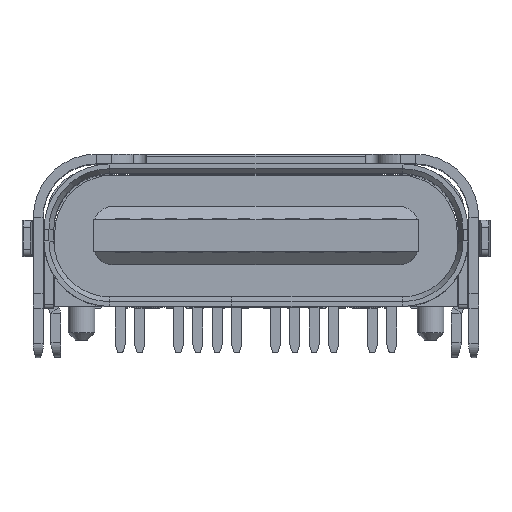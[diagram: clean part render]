
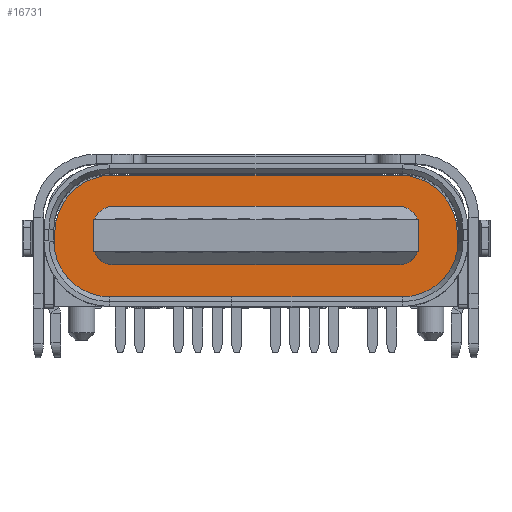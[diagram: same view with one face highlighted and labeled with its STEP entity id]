
A CAD part, top view. The second image highlights one B-rep face of the part: STEP entity #16731.
In plain terms, the highlighted planar face has unit normal (0, 0, 1).
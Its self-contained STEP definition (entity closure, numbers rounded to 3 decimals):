
#71=FACE_BOUND('',#1734,.T.);
#183=PLANE('',#17724);
#790=FACE_OUTER_BOUND('',#1733,.T.);
#1733=EDGE_LOOP('',(#11543,#11544,#11545,#11546,#11547,#11548,#11549,#11550,
#11551,#11552,#11553,#11554,#11555,#11556,#11557,#11558,#11559));
#1734=EDGE_LOOP('',(#11560,#11561,#11562,#11563,#11564,#11565,#11566,#11567,
#11568,#11569));
#2883=LINE('',#24858,#4756);
#2886=LINE('',#24864,#4759);
#2887=LINE('',#24868,#4760);
#2888=LINE('',#24872,#4761);
#2889=LINE('',#24874,#4762);
#2890=LINE('',#24876,#4763);
#2891=LINE('',#24878,#4764);
#2892=LINE('',#24880,#4765);
#2893=LINE('',#24882,#4766);
#2894=LINE('',#24884,#4767);
#2895=LINE('',#24886,#4768);
#2896=LINE('',#24888,#4769);
#2897=LINE('',#24890,#4770);
#2898=LINE('',#24894,#4771);
#2899=LINE('',#24899,#4772);
#2900=LINE('',#24905,#4773);
#2901=LINE('',#24911,#4774);
#4756=VECTOR('',#19606,5.9);
#4759=VECTOR('',#19611,5.9);
#4760=VECTOR('',#19614,0.384);
#4761=VECTOR('',#19617,1.379);
#4762=VECTOR('',#19618,0.18);
#4763=VECTOR('',#19619,0.278);
#4764=VECTOR('',#19620,0.18);
#4765=VECTOR('',#19621,1.863);
#4766=VECTOR('',#19622,0.863);
#4767=VECTOR('',#19623,0.18);
#4768=VECTOR('',#19624,0.278);
#4769=VECTOR('',#19625,0.18);
#4770=VECTOR('',#19626,1.379);
#4771=VECTOR('',#19629,0.384);
#4772=VECTOR('',#19634,0.4);
#4773=VECTOR('',#19639,5.98);
#4774=VECTOR('',#19644,0.4);
#6453=CIRCLE('',#17725,1.2);
#6454=CIRCLE('',#17726,1.15);
#6455=CIRCLE('',#17727,1.15);
#6456=CIRCLE('',#17728,1.2);
#6457=CIRCLE('',#17729,0.4);
#6458=CIRCLE('',#17730,0.4);
#6459=CIRCLE('',#17731,0.15);
#6460=CIRCLE('',#17732,0.15);
#6461=CIRCLE('',#17733,0.4);
#6462=CIRCLE('',#17734,0.4);
#7268=VERTEX_POINT('',#24856);
#7269=VERTEX_POINT('',#24857);
#7270=VERTEX_POINT('',#24862);
#7271=VERTEX_POINT('',#24863);
#7272=VERTEX_POINT('',#24865);
#7273=VERTEX_POINT('',#24867);
#7274=VERTEX_POINT('',#24869);
#7275=VERTEX_POINT('',#24871);
#7276=VERTEX_POINT('',#24873);
#7277=VERTEX_POINT('',#24875);
#7278=VERTEX_POINT('',#24877);
#7279=VERTEX_POINT('',#24879);
#7280=VERTEX_POINT('',#24881);
#7281=VERTEX_POINT('',#24883);
#7282=VERTEX_POINT('',#24885);
#7283=VERTEX_POINT('',#24887);
#7284=VERTEX_POINT('',#24889);
#7285=VERTEX_POINT('',#24891);
#7286=VERTEX_POINT('',#24893);
#7287=VERTEX_POINT('',#24896);
#7288=VERTEX_POINT('',#24898);
#7289=VERTEX_POINT('',#24900);
#7290=VERTEX_POINT('',#24902);
#7291=VERTEX_POINT('',#24904);
#7292=VERTEX_POINT('',#24906);
#7293=VERTEX_POINT('',#24908);
#7294=VERTEX_POINT('',#24910);
#8922=EDGE_CURVE('',#7268,#7269,#2883,.T.);
#8925=EDGE_CURVE('',#7270,#7271,#2886,.T.);
#8926=EDGE_CURVE('',#7272,#7270,#6453,.T.);
#8927=EDGE_CURVE('',#7273,#7272,#2887,.T.);
#8928=EDGE_CURVE('',#7274,#7273,#6454,.T.);
#8929=EDGE_CURVE('',#7274,#7275,#2888,.T.);
#8930=EDGE_CURVE('',#7275,#7276,#2889,.T.);
#8931=EDGE_CURVE('',#7277,#7276,#2890,.T.);
#8932=EDGE_CURVE('',#7277,#7278,#2891,.T.);
#8933=EDGE_CURVE('',#7278,#7279,#2892,.T.);
#8934=EDGE_CURVE('',#7279,#7280,#2893,.T.);
#8935=EDGE_CURVE('',#7280,#7281,#2894,.T.);
#8936=EDGE_CURVE('',#7282,#7281,#2895,.T.);
#8937=EDGE_CURVE('',#7282,#7283,#2896,.T.);
#8938=EDGE_CURVE('',#7283,#7284,#2897,.T.);
#8939=EDGE_CURVE('',#7285,#7284,#6455,.T.);
#8940=EDGE_CURVE('',#7286,#7285,#2898,.T.);
#8941=EDGE_CURVE('',#7271,#7286,#6456,.T.);
#8942=EDGE_CURVE('',#7287,#7268,#6457,.T.);
#8943=EDGE_CURVE('',#7287,#7288,#2899,.T.);
#8944=EDGE_CURVE('',#7289,#7288,#6458,.T.);
#8945=EDGE_CURVE('',#7290,#7289,#6459,.T.);
#8946=EDGE_CURVE('',#7291,#7290,#2900,.T.);
#8947=EDGE_CURVE('',#7292,#7291,#6460,.T.);
#8948=EDGE_CURVE('',#7293,#7292,#6461,.T.);
#8949=EDGE_CURVE('',#7293,#7294,#2901,.T.);
#8950=EDGE_CURVE('',#7269,#7294,#6462,.T.);
#11543=ORIENTED_EDGE('',*,*,#8925,.F.);
#11544=ORIENTED_EDGE('',*,*,#8926,.F.);
#11545=ORIENTED_EDGE('',*,*,#8927,.F.);
#11546=ORIENTED_EDGE('',*,*,#8928,.F.);
#11547=ORIENTED_EDGE('',*,*,#8929,.T.);
#11548=ORIENTED_EDGE('',*,*,#8930,.T.);
#11549=ORIENTED_EDGE('',*,*,#8931,.F.);
#11550=ORIENTED_EDGE('',*,*,#8932,.T.);
#11551=ORIENTED_EDGE('',*,*,#8933,.T.);
#11552=ORIENTED_EDGE('',*,*,#8934,.T.);
#11553=ORIENTED_EDGE('',*,*,#8935,.T.);
#11554=ORIENTED_EDGE('',*,*,#8936,.F.);
#11555=ORIENTED_EDGE('',*,*,#8937,.T.);
#11556=ORIENTED_EDGE('',*,*,#8938,.T.);
#11557=ORIENTED_EDGE('',*,*,#8939,.F.);
#11558=ORIENTED_EDGE('',*,*,#8940,.F.);
#11559=ORIENTED_EDGE('',*,*,#8941,.F.);
#11560=ORIENTED_EDGE('',*,*,#8922,.F.);
#11561=ORIENTED_EDGE('',*,*,#8942,.F.);
#11562=ORIENTED_EDGE('',*,*,#8943,.T.);
#11563=ORIENTED_EDGE('',*,*,#8944,.F.);
#11564=ORIENTED_EDGE('',*,*,#8945,.F.);
#11565=ORIENTED_EDGE('',*,*,#8946,.F.);
#11566=ORIENTED_EDGE('',*,*,#8947,.F.);
#11567=ORIENTED_EDGE('',*,*,#8948,.F.);
#11568=ORIENTED_EDGE('',*,*,#8949,.T.);
#11569=ORIENTED_EDGE('',*,*,#8950,.F.);
#16731=ADVANCED_FACE('',(#790,#71),#183,.T.);
#17724=AXIS2_PLACEMENT_3D('',#24861,#19609,#19610);
#17725=AXIS2_PLACEMENT_3D('',#24866,#19612,#19613);
#17726=AXIS2_PLACEMENT_3D('',#24870,#19615,#19616);
#17727=AXIS2_PLACEMENT_3D('',#24892,#19627,#19628);
#17728=AXIS2_PLACEMENT_3D('',#24895,#19630,#19631);
#17729=AXIS2_PLACEMENT_3D('',#24897,#19632,#19633);
#17730=AXIS2_PLACEMENT_3D('',#24901,#19635,#19636);
#17731=AXIS2_PLACEMENT_3D('',#24903,#19637,#19638);
#17732=AXIS2_PLACEMENT_3D('',#24907,#19640,#19641);
#17733=AXIS2_PLACEMENT_3D('',#24909,#19642,#19643);
#17734=AXIS2_PLACEMENT_3D('',#24912,#19645,#19646);
#19606=DIRECTION('',(-1.,0.,0.));
#19609=DIRECTION('center_axis',(0.,0.,1.));
#19610=DIRECTION('ref_axis',(0.,-1.,0.));
#19611=DIRECTION('',(1.,0.,0.));
#19612=DIRECTION('center_axis',(0.,0.,-1.));
#19613=DIRECTION('ref_axis',(-1.,0.,0.));
#19614=DIRECTION('',(0.,1.,0.));
#19615=DIRECTION('center_axis',(0.,0.,-1.));
#19616=DIRECTION('ref_axis',(0.,-1.,0.));
#19617=DIRECTION('',(1.,0.,0.));
#19618=DIRECTION('',(0.,-1.,0.));
#19619=DIRECTION('',(-1.,0.,0.));
#19620=DIRECTION('',(0.,1.,0.));
#19621=DIRECTION('',(1.,0.,0.));
#19622=DIRECTION('',(1.,0.,0.));
#19623=DIRECTION('',(0.,-1.,0.));
#19624=DIRECTION('',(-1.,0.,0.));
#19625=DIRECTION('',(0.,1.,0.));
#19626=DIRECTION('',(1.,0.,0.));
#19627=DIRECTION('center_axis',(0.,0.,-1.));
#19628=DIRECTION('ref_axis',(0.983,-0.186,0.));
#19629=DIRECTION('',(0.,-1.,0.));
#19630=DIRECTION('center_axis',(0.,0.,-1.));
#19631=DIRECTION('ref_axis',(0.,1.,0.));
#19632=DIRECTION('center_axis',(0.,0.,1.));
#19633=DIRECTION('ref_axis',(1.,0.,0.));
#19634=DIRECTION('',(0.,-1.,0.));
#19635=DIRECTION('center_axis',(0.,0.,1.));
#19636=DIRECTION('ref_axis',(0.254,-0.967,0.));
#19637=DIRECTION('center_axis',(0.,0.,1.));
#19638=DIRECTION('ref_axis',(0.,-1.,0.));
#19639=DIRECTION('',(1.,0.,0.));
#19640=DIRECTION('center_axis',(0.,0.,1.));
#19641=DIRECTION('ref_axis',(-0.409,-0.913,0.));
#19642=DIRECTION('center_axis',(0.,0.,1.));
#19643=DIRECTION('ref_axis',(-1.,0.,0.));
#19644=DIRECTION('',(0.,1.,0.));
#19645=DIRECTION('center_axis',(0.,0.,1.));
#19646=DIRECTION('ref_axis',(0.,1.,0.));
#24856=CARTESIAN_POINT('',(2.95,2.1,0.));
#24857=CARTESIAN_POINT('',(-2.95,2.1,0.));
#24858=CARTESIAN_POINT('',(2.95,2.1,0.));
#24861=CARTESIAN_POINT('Origin',(0.,2.425,0.));
#24862=CARTESIAN_POINT('',(-2.95,2.75,0.));
#24863=CARTESIAN_POINT('',(2.95,2.75,0.));
#24864=CARTESIAN_POINT('',(-2.95,2.75,0.));
#24865=CARTESIAN_POINT('',(-4.15,1.55,0.));
#24866=CARTESIAN_POINT('Origin',(-2.95,1.55,0.));
#24867=CARTESIAN_POINT('',(-4.15,1.166,0.));
#24868=CARTESIAN_POINT('',(-4.15,1.166,0.));
#24869=CARTESIAN_POINT('',(-3.02,0.23,0.));
#24870=CARTESIAN_POINT('Origin',(-3.02,1.38,0.));
#24871=CARTESIAN_POINT('',(-1.641,0.23,0.));
#24872=CARTESIAN_POINT('',(-3.02,0.23,0.));
#24873=CARTESIAN_POINT('',(-1.641,0.05,0.));
#24874=CARTESIAN_POINT('',(-1.641,0.23,0.));
#24875=CARTESIAN_POINT('',(-1.363,0.05,0.));
#24876=CARTESIAN_POINT('',(-1.363,0.05,0.));
#24877=CARTESIAN_POINT('',(-1.363,0.23,0.));
#24878=CARTESIAN_POINT('',(-1.363,0.05,0.));
#24879=CARTESIAN_POINT('',(0.5,0.23,0.));
#24880=CARTESIAN_POINT('',(-1.363,0.23,0.));
#24881=CARTESIAN_POINT('',(1.363,0.23,0.));
#24882=CARTESIAN_POINT('',(0.5,0.23,0.));
#24883=CARTESIAN_POINT('',(1.363,0.05,0.));
#24884=CARTESIAN_POINT('',(1.363,0.23,0.));
#24885=CARTESIAN_POINT('',(1.641,0.05,0.));
#24886=CARTESIAN_POINT('',(1.641,0.05,0.));
#24887=CARTESIAN_POINT('',(1.641,0.23,0.));
#24888=CARTESIAN_POINT('',(1.641,0.05,0.));
#24889=CARTESIAN_POINT('',(3.02,0.23,0.));
#24890=CARTESIAN_POINT('',(1.641,0.23,0.));
#24891=CARTESIAN_POINT('',(4.15,1.166,0.));
#24892=CARTESIAN_POINT('Origin',(3.02,1.38,0.));
#24893=CARTESIAN_POINT('',(4.15,1.55,0.));
#24894=CARTESIAN_POINT('',(4.15,1.55,0.));
#24895=CARTESIAN_POINT('Origin',(2.95,1.55,0.));
#24896=CARTESIAN_POINT('',(3.35,1.7,0.));
#24897=CARTESIAN_POINT('Origin',(2.95,1.7,0.));
#24898=CARTESIAN_POINT('',(3.35,1.3,0.));
#24899=CARTESIAN_POINT('',(3.35,1.7,0.));
#24900=CARTESIAN_POINT('',(3.051,0.913,0.));
#24901=CARTESIAN_POINT('Origin',(2.95,1.3,0.));
#24902=CARTESIAN_POINT('',(2.99,0.9,0.));
#24903=CARTESIAN_POINT('Origin',(2.99,1.05,0.));
#24904=CARTESIAN_POINT('',(-2.99,0.9,0.));
#24905=CARTESIAN_POINT('',(-2.99,0.9,0.));
#24906=CARTESIAN_POINT('',(-3.051,0.913,0.));
#24907=CARTESIAN_POINT('Origin',(-2.99,1.05,0.));
#24908=CARTESIAN_POINT('',(-3.35,1.3,0.));
#24909=CARTESIAN_POINT('Origin',(-2.95,1.3,0.));
#24910=CARTESIAN_POINT('',(-3.35,1.7,0.));
#24911=CARTESIAN_POINT('',(-3.35,1.3,0.));
#24912=CARTESIAN_POINT('Origin',(-2.95,1.7,0.));
